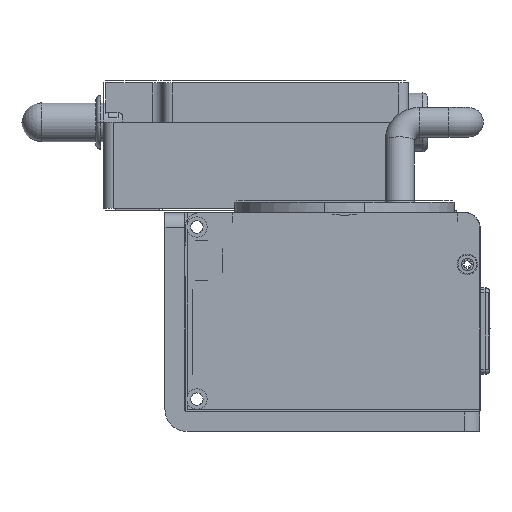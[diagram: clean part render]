
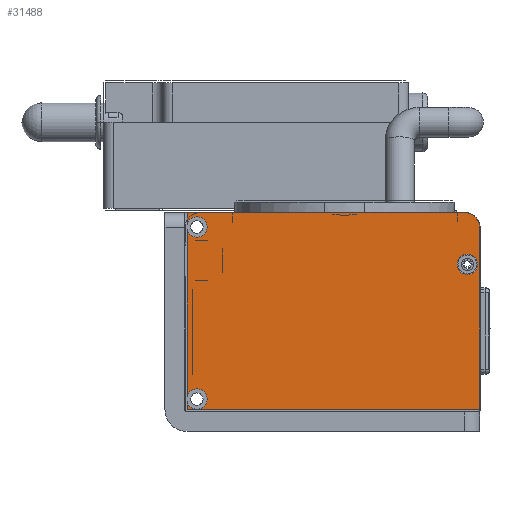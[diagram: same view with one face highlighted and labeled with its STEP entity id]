
A CAD part, front view. The second image highlights one B-rep face of the part: STEP entity #31488.
In plain terms, the highlighted planar face has unit normal (0, -1, 0).
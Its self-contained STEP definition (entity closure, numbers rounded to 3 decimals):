
#1167=FACE_BOUND('',#5956,.T.);
#1982=CIRCLE('',#44176,2.075);
#1983=CIRCLE('',#44177,2.075);
#1984=CIRCLE('',#44178,3.);
#1985=CIRCLE('',#44179,2.075);
#4122=FACE_OUTER_BOUND('',#5955,.T.);
#5955=EDGE_LOOP('',(#26305,#26306,#26307,#26308,#26309,#26310,#26311,#26312,
#26313));
#5956=EDGE_LOOP('',(#26314));
#9372=VERTEX_POINT('',#66122);
#9373=VERTEX_POINT('',#66123);
#9374=VERTEX_POINT('',#66125);
#9375=VERTEX_POINT('',#66127);
#9376=VERTEX_POINT('',#66129);
#9377=VERTEX_POINT('',#66131);
#9378=VERTEX_POINT('',#66133);
#9379=VERTEX_POINT('',#66135);
#9380=VERTEX_POINT('',#66137);
#9381=VERTEX_POINT('',#66140);
#15817=EDGE_CURVE('',#9372,#9373,#1982,.T.);
#15818=EDGE_CURVE('',#9372,#9374,#35507,.T.);
#15819=EDGE_CURVE('',#9375,#9374,#1983,.T.);
#15820=EDGE_CURVE('',#9375,#9376,#35508,.T.);
#15821=EDGE_CURVE('',#9376,#9377,#35509,.T.);
#15822=EDGE_CURVE('',#9377,#9378,#35510,.T.);
#15823=EDGE_CURVE('',#9379,#9378,#1984,.T.);
#15824=EDGE_CURVE('',#9379,#9380,#35511,.T.);
#15825=EDGE_CURVE('',#9380,#9373,#35512,.T.);
#15826=EDGE_CURVE('',#9381,#9381,#1985,.T.);
#26305=ORIENTED_EDGE('',*,*,#15817,.F.);
#26306=ORIENTED_EDGE('',*,*,#15818,.T.);
#26307=ORIENTED_EDGE('',*,*,#15819,.F.);
#26308=ORIENTED_EDGE('',*,*,#15820,.T.);
#26309=ORIENTED_EDGE('',*,*,#15821,.T.);
#26310=ORIENTED_EDGE('',*,*,#15822,.T.);
#26311=ORIENTED_EDGE('',*,*,#15823,.F.);
#26312=ORIENTED_EDGE('',*,*,#15824,.T.);
#26313=ORIENTED_EDGE('',*,*,#15825,.T.);
#26314=ORIENTED_EDGE('',*,*,#15826,.F.);
#29892=PLANE('',#44175);
#31488=ADVANCED_FACE('',(#4122,#1167),#29892,.F.);
#35507=LINE('',#66126,#40648);
#35508=LINE('',#66130,#40649);
#35509=LINE('',#66132,#40650);
#35510=LINE('',#66134,#40651);
#35511=LINE('',#66138,#40652);
#35512=LINE('',#66139,#40653);
#40648=VECTOR('',#52629,33.894);
#40649=VECTOR('',#52632,1.547);
#40650=VECTOR('',#52633,59.5);
#40651=VECTOR('',#52634,37.);
#40652=VECTOR('',#52637,56.5);
#40653=VECTOR('',#52638,2.347);
#44175=AXIS2_PLACEMENT_3D('',#66121,#52625,#52626);
#44176=AXIS2_PLACEMENT_3D('',#66124,#52627,#52628);
#44177=AXIS2_PLACEMENT_3D('',#66128,#52630,#52631);
#44178=AXIS2_PLACEMENT_3D('',#66136,#52635,#52636);
#44179=AXIS2_PLACEMENT_3D('',#66141,#52639,#52640);
#52625=DIRECTION('center_axis',(0.,1.,0.));
#52626=DIRECTION('ref_axis',(-1.,0.,0.));
#52627=DIRECTION('center_axis',(0.,-1.,0.));
#52628=DIRECTION('ref_axis',(-1.,0.,0.));
#52629=DIRECTION('',(0.,0.,-1.));
#52630=DIRECTION('center_axis',(0.,-1.,0.));
#52631=DIRECTION('ref_axis',(-1.,0.,0.));
#52632=DIRECTION('',(0.,0.,-1.));
#52633=DIRECTION('',(1.,0.,0.));
#52634=DIRECTION('',(0.,0.,1.));
#52635=DIRECTION('center_axis',(0.,1.,0.));
#52636=DIRECTION('ref_axis',(0.707,0.,0.707));
#52637=DIRECTION('',(-1.,0.,0.));
#52638=DIRECTION('',(0.,0.,-1.));
#52639=DIRECTION('center_axis',(0.,-1.,0.));
#52640=DIRECTION('ref_axis',(-1.,0.,0.));
#66121=CARTESIAN_POINT('Origin',(0.05,-51.5,20.9));
#66122=CARTESIAN_POINT('',(-29.7,-51.5,38.447));
#66123=CARTESIAN_POINT('',(-29.7,-51.5,39.553));
#66124=CARTESIAN_POINT('Origin',(-27.7,-51.5,39.));
#66125=CARTESIAN_POINT('',(-29.7,-51.5,4.553));
#66126=CARTESIAN_POINT('',(-29.7,-51.5,41.9));
#66127=CARTESIAN_POINT('',(-29.7,-51.5,3.447));
#66128=CARTESIAN_POINT('Origin',(-27.7,-51.5,4.));
#66129=CARTESIAN_POINT('',(-29.7,-51.5,1.9));
#66130=CARTESIAN_POINT('',(-29.7,-51.5,41.9));
#66131=CARTESIAN_POINT('',(29.8,-51.5,1.9));
#66132=CARTESIAN_POINT('',(-14.825,-51.5,1.9));
#66133=CARTESIAN_POINT('',(29.8,-51.5,38.9));
#66134=CARTESIAN_POINT('',(29.8,-51.5,-0.1));
#66135=CARTESIAN_POINT('',(26.8,-51.5,41.9));
#66136=CARTESIAN_POINT('Origin',(26.8,-51.5,38.9));
#66137=CARTESIAN_POINT('',(-29.7,-51.5,41.9));
#66138=CARTESIAN_POINT('',(29.8,-51.5,41.9));
#66139=CARTESIAN_POINT('',(-29.7,-51.5,41.9));
#66140=CARTESIAN_POINT('',(29.375,-51.5,31.4));
#66141=CARTESIAN_POINT('Origin',(27.3,-51.5,31.4));
